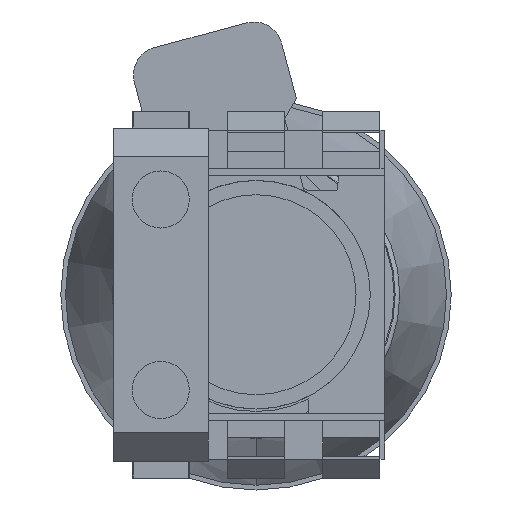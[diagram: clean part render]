
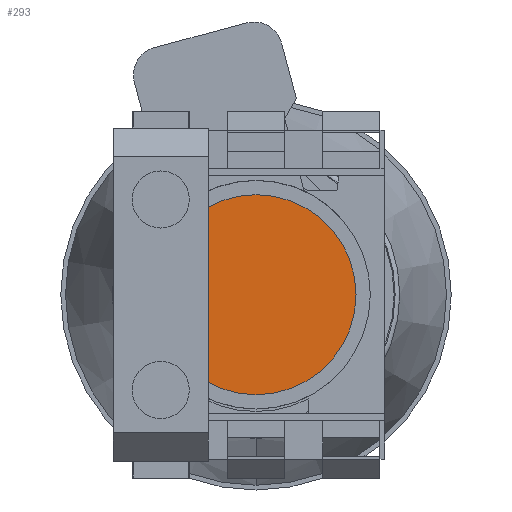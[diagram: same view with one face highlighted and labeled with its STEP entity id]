
A CAD part, front view. The second image highlights one B-rep face of the part: STEP entity #293.
In plain terms, the highlighted planar face has unit normal (0, -1, 0).
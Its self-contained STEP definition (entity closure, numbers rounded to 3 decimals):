
#117 = EDGE_CURVE ( 'NONE', #4267, #3305, #6039, .T. ) ;
#193 = CARTESIAN_POINT ( 'NONE',  ( 0., -12.7, 10.5 ) ) ;
#293 = ADVANCED_FACE ( 'NONE', ( #6798 ), #7764, .T. ) ;
#1476 = DIRECTION ( 'NONE',  ( 0., 0., -1. ) ) ;
#1934 = DIRECTION ( 'NONE',  ( 0., 0., -1. ) ) ;
#2609 = CARTESIAN_POINT ( 'NONE',  ( 0., -12.7, 0. ) ) ;
#3305 = VERTEX_POINT ( 'NONE', #5865 ) ;
#3600 = AXIS2_PLACEMENT_3D ( 'NONE', #6298, #3885, #1476 ) ;
#3817 = DIRECTION ( 'NONE',  ( 0., -1., 0. ) ) ;
#3885 = DIRECTION ( 'NONE',  ( 0., -1., 0. ) ) ;
#4267 = VERTEX_POINT ( 'NONE', #193 ) ;
#4445 = ORIENTED_EDGE ( 'NONE', *, *, #117, .T. ) ;
#4563 = AXIS2_PLACEMENT_3D ( 'NONE', #7190, #5365, #6253 ) ;
#4811 = EDGE_CURVE ( 'NONE', #3305, #4267, #5765, .T. ) ;
#5365 = DIRECTION ( 'NONE',  ( 0., -1., 0. ) ) ;
#5598 = AXIS2_PLACEMENT_3D ( 'NONE', #2609, #3817, #1934 ) ;
#5758 = ORIENTED_EDGE ( 'NONE', *, *, #4811, .T. ) ;
#5765 = CIRCLE ( 'NONE', #5598, 10.5 ) ;
#5865 = CARTESIAN_POINT ( 'NONE',  ( 0., -12.7, -10.5 ) ) ;
#6039 = CIRCLE ( 'NONE', #3600, 10.5 ) ;
#6253 = DIRECTION ( 'NONE',  ( 0., 0., -1. ) ) ;
#6298 = CARTESIAN_POINT ( 'NONE',  ( 0., -12.7, 0. ) ) ;
#6798 = FACE_OUTER_BOUND ( 'NONE', #7430, .T. ) ;
#7190 = CARTESIAN_POINT ( 'NONE',  ( 0., -12.7, 0. ) ) ;
#7430 = EDGE_LOOP ( 'NONE', ( #5758, #4445 ) ) ;
#7764 = PLANE ( 'NONE',  #4563 ) ;
